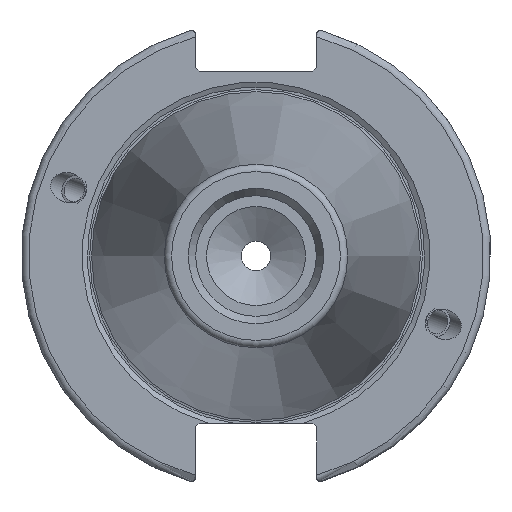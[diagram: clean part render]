
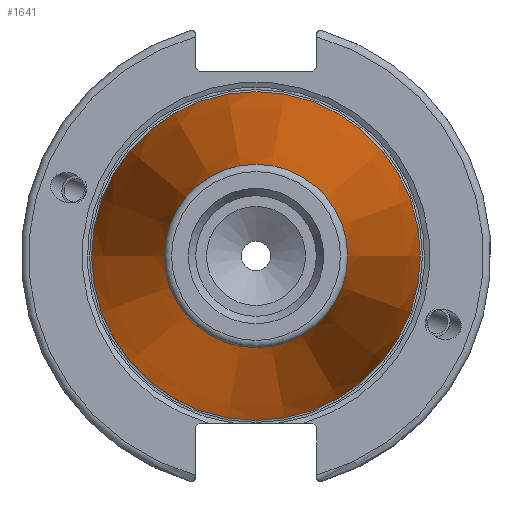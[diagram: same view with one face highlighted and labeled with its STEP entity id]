
A CAD part, left-side view. The second image highlights one B-rep face of the part: STEP entity #1641.
In plain terms, the highlighted conical face has half-angle 8.297 degrees and reference radius 17.248 mm.
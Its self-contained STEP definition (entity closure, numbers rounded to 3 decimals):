
#68=CONICAL_SURFACE('',#1838,17.248,0.145);
#192=FACE_OUTER_BOUND('',#300,.T.);
#300=EDGE_LOOP('',(#1400,#1401,#1402,#1403,#1404));
#444=LINE('',#3162,#540);
#540=VECTOR('',#2251,17.248);
#621=CIRCLE('',#1832,12.397);
#622=CIRCLE('',#1833,12.397);
#626=CIRCLE('',#1839,22.225);
#788=VERTEX_POINT('',#3149);
#789=VERTEX_POINT('',#3150);
#792=VERTEX_POINT('',#3160);
#1008=EDGE_CURVE('',#788,#789,#621,.T.);
#1009=EDGE_CURVE('',#789,#788,#622,.T.);
#1013=EDGE_CURVE('',#792,#792,#626,.T.);
#1014=EDGE_CURVE('',#792,#789,#444,.T.);
#1400=ORIENTED_EDGE('',*,*,#1013,.F.);
#1401=ORIENTED_EDGE('',*,*,#1014,.T.);
#1402=ORIENTED_EDGE('',*,*,#1008,.F.);
#1403=ORIENTED_EDGE('',*,*,#1009,.F.);
#1404=ORIENTED_EDGE('',*,*,#1014,.F.);
#1641=ADVANCED_FACE('',(#192),#68,.T.);
#1832=AXIS2_PLACEMENT_3D('',#3151,#2235,#2236);
#1833=AXIS2_PLACEMENT_3D('',#3152,#2237,#2238);
#1838=AXIS2_PLACEMENT_3D('',#3159,#2247,#2248);
#1839=AXIS2_PLACEMENT_3D('',#3161,#2249,#2250);
#2235=DIRECTION('center_axis',(-1.,0.,0.));
#2236=DIRECTION('ref_axis',(0.,-1.,0.));
#2237=DIRECTION('center_axis',(-1.,0.,0.));
#2238=DIRECTION('ref_axis',(0.,-1.,0.));
#2247=DIRECTION('center_axis',(1.,0.,0.));
#2248=DIRECTION('ref_axis',(0.,1.,0.));
#2249=DIRECTION('center_axis',(1.,0.,0.));
#2250=DIRECTION('ref_axis',(0.,0.,-1.));
#2251=DIRECTION('',(-0.99,0.144,0.));
#3149=CARTESIAN_POINT('',(-67.394,0.,12.397));
#3150=CARTESIAN_POINT('',(-67.394,-12.397,0.));
#3151=CARTESIAN_POINT('Origin',(-67.394,0.,0.));
#3152=CARTESIAN_POINT('Origin',(-67.394,0.,0.));
#3159=CARTESIAN_POINT('Origin',(-34.125,0.,0.));
#3160=CARTESIAN_POINT('',(0.,-22.225,0.));
#3161=CARTESIAN_POINT('Origin',(0.,0.,0.));
#3162=CARTESIAN_POINT('',(-34.125,-17.248,0.));
